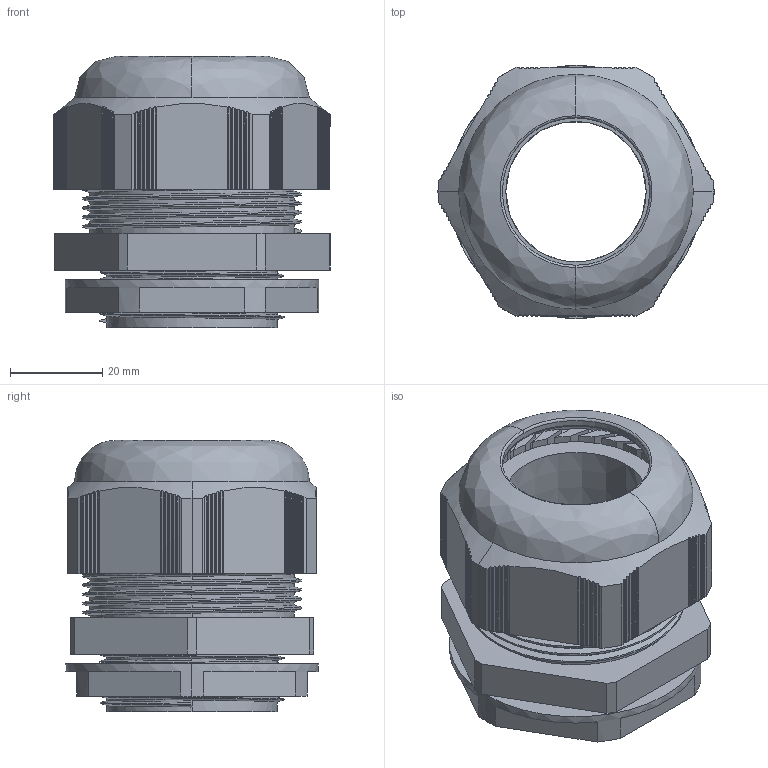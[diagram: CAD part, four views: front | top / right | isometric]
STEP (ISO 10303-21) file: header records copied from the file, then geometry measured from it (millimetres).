
FILE_DESCRIPTION (( 'STEP AP203' ), '1' );
FILE_NAME ('9055.STEP', '2020-07-29T07:49:05', ( '' ), ( '' ), 'SwSTEP 2.0', 'SolidWorks 2011', '' );
FILE_SCHEMA (( 'CONFIG_CONTROL_DESIGN' ));
Length unit declared in the file: millimetre
Products named in the file (1): 9055
Bounding box: 60 x 55 x 58.94 mm (x, y, z)
Volume: 72658.2 mm3; surface area: 28274.5 mm2
Topology: 1 solids, 1 shells, 513 faces, 1501 edges, 998 vertices
Faces by surface type: cylinder 317, plane 169, bspline 17, cone 10
Entity records: 23962 total; most frequent: CARTESIAN_POINT 11422, ORIENTED_EDGE 3002, DIRECTION 2064, EDGE_CURVE 1501, VERTEX_POINT 998, AXIS2_PLACEMENT_3D 706, LINE 652, VECTOR 652
